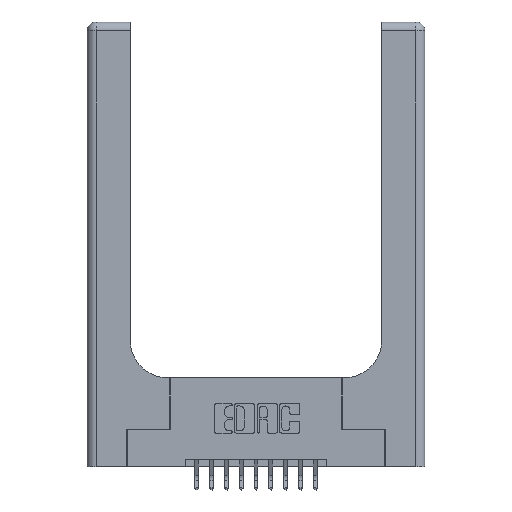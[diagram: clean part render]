
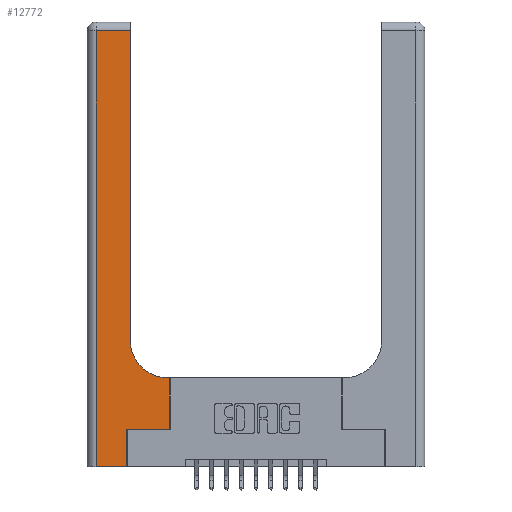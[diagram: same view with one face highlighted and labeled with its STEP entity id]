
A CAD part, top view. The second image highlights one B-rep face of the part: STEP entity #12772.
In plain terms, the highlighted planar face has unit normal (0, 0, 1).
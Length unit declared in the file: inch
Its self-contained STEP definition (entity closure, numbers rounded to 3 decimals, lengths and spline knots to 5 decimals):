
#146 = EDGE_CURVE ( 'NONE', #4202, #4639, #10411, .T. ) ;
#201 = CARTESIAN_POINT ( 'NONE',  ( 0.269, 0., 0.37 ) ) ;
#1577 = CARTESIAN_POINT ( 'NONE',  ( 0.2915, 0.6, 0.37 ) ) ;
#1592 = CARTESIAN_POINT ( 'NONE',  ( 0.2915, 2.94, 0.37 ) ) ;
#1694 = VECTOR ( 'NONE', #12848, 39.37008 ) ;
#2232 = CARTESIAN_POINT ( 'NONE',  ( 0., 0., 0.37 ) ) ;
#2258 = FACE_OUTER_BOUND ( 'NONE', #5687, .T. ) ;
#2500 = CARTESIAN_POINT ( 'NONE',  ( 0.5585, 0.25, 0.37 ) ) ;
#2566 = VECTOR ( 'NONE', #8190, 39.37008 ) ;
#2724 = VERTEX_POINT ( 'NONE', #15300 ) ;
#2834 = CARTESIAN_POINT ( 'NONE',  ( 0., 3., 0.37 ) ) ;
#2937 = CARTESIAN_POINT ( 'NONE',  ( 0.06, 0., 0.37 ) ) ;
#3577 = DIRECTION ( 'NONE',  ( 1., 0., 0. ) ) ;
#4015 = ORIENTED_EDGE ( 'NONE', *, *, #15267, .T. ) ;
#4187 = EDGE_CURVE ( 'NONE', #12881, #4202, #10077, .T. ) ;
#4202 = VERTEX_POINT ( 'NONE', #14021 ) ;
#4455 = DIRECTION ( 'NONE',  ( 0., 0., -1. ) ) ;
#4639 = VERTEX_POINT ( 'NONE', #2937 ) ;
#4853 = DIRECTION ( 'NONE',  ( -1., 0., 0. ) ) ;
#4861 = AXIS2_PLACEMENT_3D ( 'NONE', #6144, #10160, #3577 ) ;
#5213 = CIRCLE ( 'NONE', #4861, 0.25 ) ;
#5466 = VERTEX_POINT ( 'NONE', #10128 ) ;
#5636 = DIRECTION ( 'NONE',  ( 0., -1., 0. ) ) ;
#5654 = PLANE ( 'NONE',  #8530 ) ;
#5666 = ORIENTED_EDGE ( 'NONE', *, *, #4187, .T. ) ;
#5687 = EDGE_LOOP ( 'NONE', ( #6488, #5666, #11911, #7051, #9419, #15151, #5714, #4015, #6720 ) ) ;
#5714 = ORIENTED_EDGE ( 'NONE', *, *, #14482, .T. ) ;
#5775 = DIRECTION ( 'NONE',  ( -1., 0., 0. ) ) ;
#6144 = CARTESIAN_POINT ( 'NONE',  ( 0.5415, 0.85, 0.37 ) ) ;
#6488 = ORIENTED_EDGE ( 'NONE', *, *, #14553, .T. ) ;
#6720 = ORIENTED_EDGE ( 'NONE', *, *, #16157, .T. ) ;
#6907 = DIRECTION ( 'NONE',  ( -1., 0., 0. ) ) ;
#7051 = ORIENTED_EDGE ( 'NONE', *, *, #10003, .T. ) ;
#7115 = CARTESIAN_POINT ( 'NONE',  ( 0.06, 3., 0.37 ) ) ;
#7239 = EDGE_CURVE ( 'NONE', #11673, #2724, #7693, .T. ) ;
#7313 = VECTOR ( 'NONE', #9024, 39.37008 ) ;
#7509 = LINE ( 'NONE', #2500, #7313 ) ;
#7603 = VERTEX_POINT ( 'NONE', #11255 ) ;
#7693 = LINE ( 'NONE', #15899, #2566 ) ;
#7799 = LINE ( 'NONE', #14224, #16175 ) ;
#8190 = DIRECTION ( 'NONE',  ( 0., 1., 0. ) ) ;
#8513 = VERTEX_POINT ( 'NONE', #8739 ) ;
#8530 = AXIS2_PLACEMENT_3D ( 'NONE', #2834, #4455, #5775 ) ;
#8668 = LINE ( 'NONE', #2232, #1694 ) ;
#8739 = CARTESIAN_POINT ( 'NONE',  ( 0.2915, 0.85, 0.37 ) ) ;
#8839 = CARTESIAN_POINT ( 'NONE',  ( 0., 2.94, 0.37 ) ) ;
#9024 = DIRECTION ( 'NONE',  ( 0., 1., 0. ) ) ;
#9419 = ORIENTED_EDGE ( 'NONE', *, *, #7239, .T. ) ;
#9429 = DIRECTION ( 'NONE',  ( 0., 1., 0. ) ) ;
#10003 = EDGE_CURVE ( 'NONE', #4639, #11673, #8668, .T. ) ;
#10077 = LINE ( 'NONE', #8839, #13119 ) ;
#10128 = CARTESIAN_POINT ( 'NONE',  ( 0.5585, 0.6, 0.37 ) ) ;
#10160 = DIRECTION ( 'NONE',  ( 0., 0., -1. ) ) ;
#10411 = LINE ( 'NONE', #7115, #12050 ) ;
#10553 = VECTOR ( 'NONE', #6907, 39.37008 ) ;
#10672 = VERTEX_POINT ( 'NONE', #15462 ) ;
#10816 = EDGE_CURVE ( 'NONE', #2724, #10672, #7799, .T. ) ;
#11255 = CARTESIAN_POINT ( 'NONE',  ( 0.5415, 0.6, 0.37 ) ) ;
#11673 = VERTEX_POINT ( 'NONE', #201 ) ;
#11787 = LINE ( 'NONE', #15992, #13411 ) ;
#11911 = ORIENTED_EDGE ( 'NONE', *, *, #146, .T. ) ;
#12050 = VECTOR ( 'NONE', #5636, 39.37008 ) ;
#12772 = ADVANCED_FACE ( 'NONE', ( #2258 ), #5654, .F. ) ;
#12848 = DIRECTION ( 'NONE',  ( 1., 0., 0. ) ) ;
#12881 = VERTEX_POINT ( 'NONE', #1592 ) ;
#13014 = DIRECTION ( 'NONE',  ( 1., 0., 0. ) ) ;
#13119 = VECTOR ( 'NONE', #4853, 39.37008 ) ;
#13411 = VECTOR ( 'NONE', #9429, 39.37008 ) ;
#14021 = CARTESIAN_POINT ( 'NONE',  ( 0.06, 2.94, 0.37 ) ) ;
#14023 = LINE ( 'NONE', #1577, #10553 ) ;
#14224 = CARTESIAN_POINT ( 'NONE',  ( 0.269, 0.25, 0.37 ) ) ;
#14482 = EDGE_CURVE ( 'NONE', #10672, #5466, #7509, .T. ) ;
#14553 = EDGE_CURVE ( 'NONE', #8513, #12881, #11787, .T. ) ;
#15151 = ORIENTED_EDGE ( 'NONE', *, *, #10816, .T. ) ;
#15267 = EDGE_CURVE ( 'NONE', #5466, #7603, #14023, .T. ) ;
#15300 = CARTESIAN_POINT ( 'NONE',  ( 0.269, 0.25, 0.37 ) ) ;
#15462 = CARTESIAN_POINT ( 'NONE',  ( 0.5585, 0.25, 0.37 ) ) ;
#15899 = CARTESIAN_POINT ( 'NONE',  ( 0.269, 0., 0.37 ) ) ;
#15992 = CARTESIAN_POINT ( 'NONE',  ( 0.2915, 3., 0.37 ) ) ;
#16157 = EDGE_CURVE ( 'NONE', #7603, #8513, #5213, .T. ) ;
#16175 = VECTOR ( 'NONE', #13014, 39.37008 ) ;
